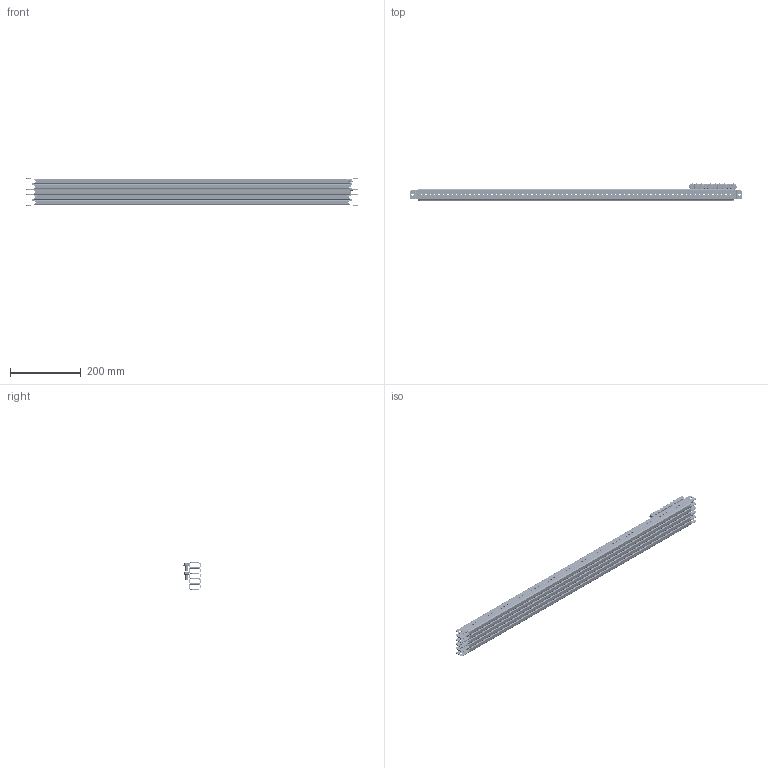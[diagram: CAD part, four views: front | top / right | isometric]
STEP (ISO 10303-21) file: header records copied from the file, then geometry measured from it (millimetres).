
FILE_DESCRIPTION (( 'STEP AP203' ), '1' );
FILE_NAME ('U0254900301 暑祜脲牝 疱尻 吞 LC2_RS52 00.100 (10) (000.801.082-04).STEP', '2022-04-18T07:09:53', ( '' ), ( '' ), 'SwSTEP 2.0', 'SolidWorks 2017', '' );
FILE_SCHEMA (( 'CONFIG_CONTROL_DESIGN' ));
Length unit declared in the file: millimetre
Products named in the file (3): 025-161 Ðåéêà ÍÌ_04 (00.100); U0254900301 扻斀錼膷 謥樏 迒 LC2_RS52 00.100 (10欙) (000.801.082-04); hex flange bolt fine_din_DIN 6921 - M8x1 x 16 x 16-N
Assembly tree (30 placements, depth 2):
  U0254900301 扻斀錼膷 謥樏 迒 LC2_RS52 00.100 (10欙) (000.801.082-04)
    025-161 Ðåéêà ÍÌ_04 (00.100)  x10
    hex flange bolt fine_din_DIN 6921 - M8x1 x 16 x 16-N  x20
Bounding box: 940 x 48.2 x 77.2 mm (x, y, z)
Volume: 698065.3 mm3; surface area: 1002823.1 mm2
Topology: 30 solids, 30 shells, 2700 faces, 7060 edges, 4440 vertices
Faces by surface type: cylinder 1620, plane 720, cone 200, bspline 120, torus 40
Entity records: 9291 total; most frequent: CARTESIAN_POINT 1612, DIRECTION 1482, ORIENTED_EDGE 1288, EDGE_CURVE 644, AXIS2_PLACEMENT_3D 602, VERTEX_POINT 408, EDGE_LOOP 388, CIRCLE 334
